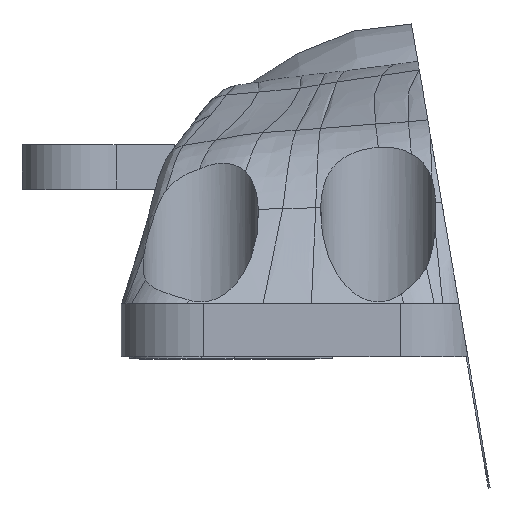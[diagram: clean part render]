
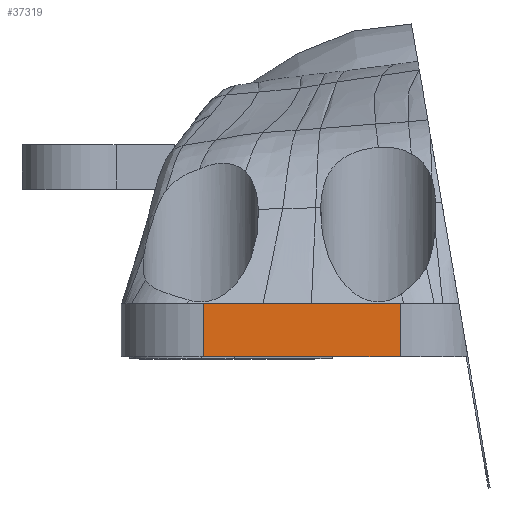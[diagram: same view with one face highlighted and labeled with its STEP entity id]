
A CAD part, top view. The second image highlights one B-rep face of the part: STEP entity #37319.
In plain terms, the highlighted planar face has unit normal (0.03, 0, 1).
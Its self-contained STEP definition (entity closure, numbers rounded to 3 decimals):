
#26856 = CYLINDRICAL_SURFACE('',#26857,4.083);
#26857 = AXIS2_PLACEMENT_3D('',#26858,#26859,#26860);
#26858 = CARTESIAN_POINT('',(-43.892,26.,37.083));
#26859 = DIRECTION('',(0.,-1.,0.));
#26860 = DIRECTION('',(0.,0.,1.));
#26886 = PLANE('',#26887);
#26887 = AXIS2_PLACEMENT_3D('',#26888,#26889,#26890);
#26888 = CARTESIAN_POINT('',(-51.446,29.,9.596));
#26889 = DIRECTION('',(0.,1.,0.));
#26890 = DIRECTION('',(1.,0.,0.));
#32021 = EDGE_CURVE('',#32022,#32024,#32026,.T.);
#32022 = VERTEX_POINT('',#32023);
#32023 = CARTESIAN_POINT('',(-43.769,29.,41.163));
#32024 = VERTEX_POINT('',#32025);
#32025 = CARTESIAN_POINT('',(-54.864,29.,41.498));
#32026 = SURFACE_CURVE('',#32027,(#32031,#32038),.PCURVE_S1.);
#32027 = LINE('',#32028,#32029);
#32028 = CARTESIAN_POINT('',(-43.769,29.,41.163));
#32029 = VECTOR('',#32030,1.);
#32030 = DIRECTION('',(-1.,0.,
    0.03));
#32031 = PCURVE('',#26886,#32032);
#32032 = DEFINITIONAL_REPRESENTATION('',(#32033),#32037);
#32033 = LINE('',#32034,#32035);
#32034 = CARTESIAN_POINT('',(7.677,-31.567));
#32035 = VECTOR('',#32036,1.);
#32036 = DIRECTION('',(-1.,-0.03));
#32037 = ( GEOMETRIC_REPRESENTATION_CONTEXT(2) 
PARAMETRIC_REPRESENTATION_CONTEXT() REPRESENTATION_CONTEXT('2D SPACE',''
  ) );
#32038 = PCURVE('',#32039,#32044);
#32039 = PLANE('',#32040);
#32040 = AXIS2_PLACEMENT_3D('',#32041,#32042,#32043);
#32041 = CARTESIAN_POINT('',(-43.769,26.,41.163));
#32042 = DIRECTION('',(0.03,0.,
    1.));
#32043 = DIRECTION('',(-1.,0.,
    0.03));
#32044 = DEFINITIONAL_REPRESENTATION('',(#32045),#32049);
#32045 = LINE('',#32046,#32047);
#32046 = CARTESIAN_POINT('',(0.,-3.));
#32047 = VECTOR('',#32048,1.);
#32048 = DIRECTION('',(1.,0.));
#32049 = ( GEOMETRIC_REPRESENTATION_CONTEXT(2) 
PARAMETRIC_REPRESENTATION_CONTEXT() REPRESENTATION_CONTEXT('2D SPACE',''
  ) );
#32660 = CYLINDRICAL_SURFACE('',#32661,4.5);
#32661 = AXIS2_PLACEMENT_3D('',#32662,#32663,#32664);
#32662 = CARTESIAN_POINT('',(-55.,26.,37.));
#32663 = DIRECTION('',(0.,-1.,0.));
#32664 = DIRECTION('',(0.,0.,1.));
#32676 = VERTEX_POINT('',#32677);
#32677 = CARTESIAN_POINT('',(-43.769,26.,41.163));
#32694 = PLANE('',#32695);
#32695 = AXIS2_PLACEMENT_3D('',#32696,#32697,#32698);
#32696 = CARTESIAN_POINT('',(-51.446,26.,9.596));
#32697 = DIRECTION('',(0.,1.,0.));
#32698 = DIRECTION('',(1.,0.,0.));
#32706 = EDGE_CURVE('',#32676,#32022,#32707,.T.);
#32707 = SURFACE_CURVE('',#32708,(#32712,#32719),.PCURVE_S1.);
#32708 = LINE('',#32709,#32710);
#32709 = CARTESIAN_POINT('',(-43.769,26.,41.163));
#32710 = VECTOR('',#32711,1.);
#32711 = DIRECTION('',(0.,1.,0.));
#32712 = PCURVE('',#26856,#32713);
#32713 = DEFINITIONAL_REPRESENTATION('',(#32714),#32718);
#32714 = LINE('',#32715,#32716);
#32715 = CARTESIAN_POINT('',(-0.03,0.));
#32716 = VECTOR('',#32717,1.);
#32717 = DIRECTION('',(-0.,-1.));
#32718 = ( GEOMETRIC_REPRESENTATION_CONTEXT(2) 
PARAMETRIC_REPRESENTATION_CONTEXT() REPRESENTATION_CONTEXT('2D SPACE',''
  ) );
#32719 = PCURVE('',#32039,#32720);
#32720 = DEFINITIONAL_REPRESENTATION('',(#32721),#32725);
#32721 = LINE('',#32722,#32723);
#32722 = CARTESIAN_POINT('',(0.,0.));
#32723 = VECTOR('',#32724,1.);
#32724 = DIRECTION('',(0.,-1.));
#32725 = ( GEOMETRIC_REPRESENTATION_CONTEXT(2) 
PARAMETRIC_REPRESENTATION_CONTEXT() REPRESENTATION_CONTEXT('2D SPACE',''
  ) );
#37319 = ADVANCED_FACE('',(#37320),#32039,.T.);
#37320 = FACE_BOUND('',#37321,.T.);
#37321 = EDGE_LOOP('',(#37322,#37323,#37324,#37347));
#37322 = ORIENTED_EDGE('',*,*,#32706,.T.);
#37323 = ORIENTED_EDGE('',*,*,#32021,.T.);
#37324 = ORIENTED_EDGE('',*,*,#37325,.F.);
#37325 = EDGE_CURVE('',#37326,#32024,#37328,.T.);
#37326 = VERTEX_POINT('',#37327);
#37327 = CARTESIAN_POINT('',(-54.864,26.,41.498));
#37328 = SURFACE_CURVE('',#37329,(#37333,#37340),.PCURVE_S1.);
#37329 = LINE('',#37330,#37331);
#37330 = CARTESIAN_POINT('',(-54.864,26.,41.498));
#37331 = VECTOR('',#37332,1.);
#37332 = DIRECTION('',(0.,1.,0.));
#37333 = PCURVE('',#32039,#37334);
#37334 = DEFINITIONAL_REPRESENTATION('',(#37335),#37339);
#37335 = LINE('',#37336,#37337);
#37336 = CARTESIAN_POINT('',(11.1,0.));
#37337 = VECTOR('',#37338,1.);
#37338 = DIRECTION('',(0.,-1.));
#37339 = ( GEOMETRIC_REPRESENTATION_CONTEXT(2) 
PARAMETRIC_REPRESENTATION_CONTEXT() REPRESENTATION_CONTEXT('2D SPACE',''
  ) );
#37340 = PCURVE('',#32660,#37341);
#37341 = DEFINITIONAL_REPRESENTATION('',(#37342),#37346);
#37342 = LINE('',#37343,#37344);
#37343 = CARTESIAN_POINT('',(-6.313,0.));
#37344 = VECTOR('',#37345,1.);
#37345 = DIRECTION('',(-0.,-1.));
#37346 = ( GEOMETRIC_REPRESENTATION_CONTEXT(2) 
PARAMETRIC_REPRESENTATION_CONTEXT() REPRESENTATION_CONTEXT('2D SPACE',''
  ) );
#37347 = ORIENTED_EDGE('',*,*,#37348,.F.);
#37348 = EDGE_CURVE('',#32676,#37326,#37349,.T.);
#37349 = SURFACE_CURVE('',#37350,(#37354,#37361),.PCURVE_S1.);
#37350 = LINE('',#37351,#37352);
#37351 = CARTESIAN_POINT('',(-43.769,26.,41.163));
#37352 = VECTOR('',#37353,1.);
#37353 = DIRECTION('',(-1.,0.,
    0.03));
#37354 = PCURVE('',#32039,#37355);
#37355 = DEFINITIONAL_REPRESENTATION('',(#37356),#37360);
#37356 = LINE('',#37357,#37358);
#37357 = CARTESIAN_POINT('',(0.,0.));
#37358 = VECTOR('',#37359,1.);
#37359 = DIRECTION('',(1.,0.));
#37360 = ( GEOMETRIC_REPRESENTATION_CONTEXT(2) 
PARAMETRIC_REPRESENTATION_CONTEXT() REPRESENTATION_CONTEXT('2D SPACE',''
  ) );
#37361 = PCURVE('',#32694,#37362);
#37362 = DEFINITIONAL_REPRESENTATION('',(#37363),#37367);
#37363 = LINE('',#37364,#37365);
#37364 = CARTESIAN_POINT('',(7.677,-31.567));
#37365 = VECTOR('',#37366,1.);
#37366 = DIRECTION('',(-1.,-0.03));
#37367 = ( GEOMETRIC_REPRESENTATION_CONTEXT(2) 
PARAMETRIC_REPRESENTATION_CONTEXT() REPRESENTATION_CONTEXT('2D SPACE',''
  ) );
